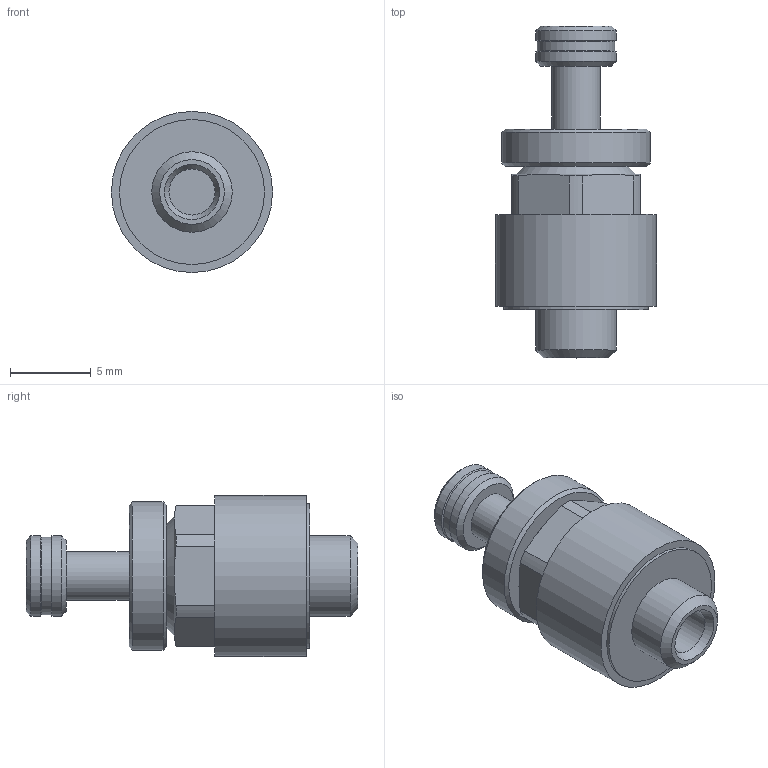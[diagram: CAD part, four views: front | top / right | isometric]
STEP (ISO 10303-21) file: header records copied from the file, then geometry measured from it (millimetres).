
FILE_DESCRIPTION(/* description */ ('STEP AP214'),/* implementation_level */ '2;1');
FILE_NAME(/* name */ '133140_VFFK-C-K-M5-P',/* time_stamp */ '2024-09-16T11:40:48+02:00',/* author */ ('License CC BY-ND 4.0'),/* organization */ ('CADENAS'),/* preprocessor_version */ 'ST-DEVELOPER v19.3',/* originating_system */ 'PARTsolutions',/* authorisation */ ' ');
FILE_SCHEMA (('AUTOMOTIVE_DESIGN {1 0 10303 214 3 1 1}'));
Length unit declared in the file: millimetre
Products named in the file (1): 133140 VFFK-C-K-M5-P---(20.6)
Bounding box: 10 x 20.6 x 10 mm (x, y, z)
Volume: 863.4 mm3; surface area: 727.5 mm2
Topology: 1 solids, 1 shells, 46 faces, 92 edges, 56 vertices
Faces by surface type: plane 16, cone 15, cylinder 15
Full cylindrical faces by diameter (mm): 2.857 x1, 3 x1, 4.8 x1, 5 x3, 9 x1, 9.2 x1, 10 x1
Entity records: 1460 total; most frequent: CARTESIAN_POINT 213, DIRECTION 200, ORIENTED_EDGE 148, AXIS2_PLACEMENT_3D 91, EDGE_CURVE 74, EDGE_LOOP 72, FACE_BOUND 72, VERTEX_POINT 56
